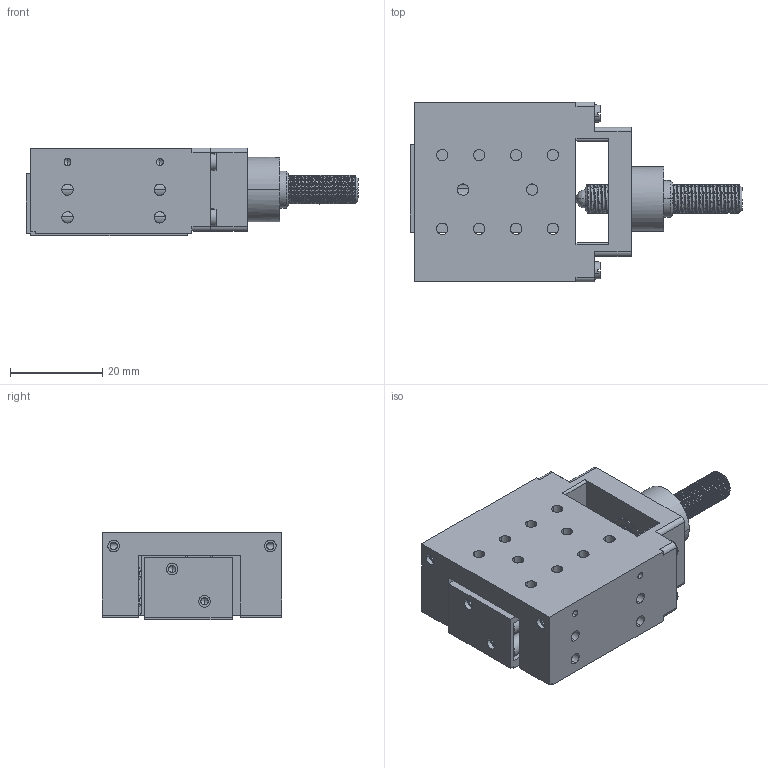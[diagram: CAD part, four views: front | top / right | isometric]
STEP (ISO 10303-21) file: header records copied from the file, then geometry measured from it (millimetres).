
FILE_DESCRIPTION(/* description */ (''),/* implementation_level */ '2;1');
FILE_NAME(/* name */ '02_TSS-A',/* time_stamp */ '2025-04-15T15:53:46+03:00',/* author */ (''),/* organization */ (''),/* preprocessor_version */ 'ST-DEVELOPER v16.5',/* originating_system */ 'Rhino 7.34',/* authorisation */ '');
FILE_SCHEMA (('AUTOMOTIVE_DESIGN'));
Length unit declared in the file: millimetre
Products named in the file (1): Document
Bounding box: 72 x 39 x 19 mm (x, y, z)
Volume: 25923 mm3; surface area: 18923 mm2
Topology: 2 solids, 2 shells, 502 faces, 1428 edges, 795 vertices
Faces by surface type: cylinder 263, plane 135, bspline 104
Entity records: 44018 total; most frequent: CARTESIAN_POINT 35179, ORIENTED_EDGE 2800, EDGE_CURVE 1400, B_SPLINE_CURVE_WITH_KNOTS 944, VERTEX_POINT 795, EDGE_LOOP 586, ADVANCED_FACE 502, FACE_OUTER_BOUND 502
